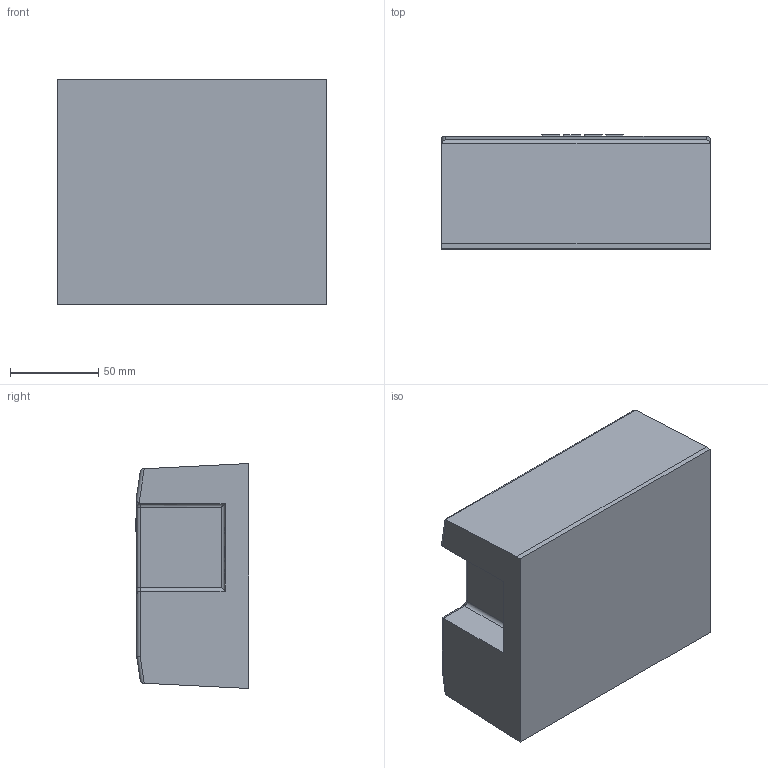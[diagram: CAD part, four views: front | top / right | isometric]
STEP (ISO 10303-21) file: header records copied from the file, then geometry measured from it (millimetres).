
FILE_DESCRIPTION (( 'STEP AP214' ), '1' );
FILE_NAME ('juntek 96v20a.STEP', '2021-08-06T04:47:14', ( '' ), ( '' ), 'SwSTEP 2.0', 'SolidWorks 2019', '' );
FILE_SCHEMA (( 'AUTOMOTIVE_DESIGN' ));
Length unit declared in the file: millimetre
Products named in the file (1): juntek 96v20a
Bounding box: 152 x 64.4 x 127 mm (x, y, z)
Volume: 1063211 mm3; surface area: 75567.6 mm2
Topology: 1 solids, 1 shells, 286 faces, 757 edges, 501 vertices
Faces by surface type: plane 202, bspline 45, cylinder 37, torus 2
Entity records: 13714 total; most frequent: CARTESIAN_POINT 4208, ORIENTED_EDGE 1514, DIRECTION 1182, EDGE_CURVE 757, VECTOR 596, LINE 596, VERTEX_POINT 501, EDGE_LOOP 314
